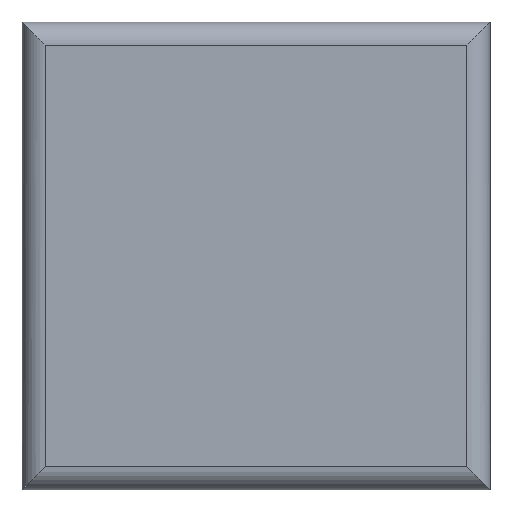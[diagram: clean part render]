
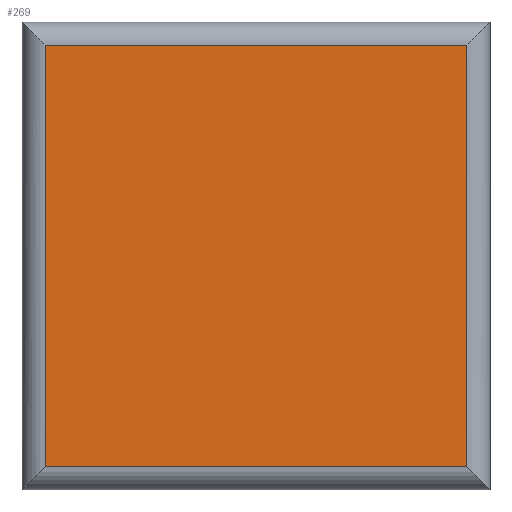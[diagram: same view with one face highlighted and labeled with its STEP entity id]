
A CAD part, left-side view. The second image highlights one B-rep face of the part: STEP entity #269.
In plain terms, the highlighted planar face has unit normal (-1, 0, 0).
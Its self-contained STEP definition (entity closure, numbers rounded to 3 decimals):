
#10 = PLANE ( 'NONE',  #700 ) ;
#28 = DIRECTION ( 'NONE',  ( 0., -1., 0. ) ) ;
#64 = DIRECTION ( 'NONE',  ( 0., 0., 1. ) ) ;
#75 = LINE ( 'NONE', #125, #172 ) ;
#88 = VERTEX_POINT ( 'NONE', #612 ) ;
#125 = CARTESIAN_POINT ( 'NONE',  ( -0.216, 0.114, 0.205 ) ) ;
#139 = DIRECTION ( 'NONE',  ( -1., 0., 0. ) ) ;
#142 = VERTEX_POINT ( 'NONE', #741 ) ;
#172 = VECTOR ( 'NONE', #517, 1000. ) ;
#174 = VECTOR ( 'NONE', #683, 1000. ) ;
#207 = ORIENTED_EDGE ( 'NONE', *, *, #450, .T. ) ;
#222 = VERTEX_POINT ( 'NONE', #271 ) ;
#264 = CARTESIAN_POINT ( 'NONE',  ( -0.216, 0.09, 0. ) ) ;
#269 = ADVANCED_FACE ( 'NONE', ( #701 ), #10, .T. ) ;
#271 = CARTESIAN_POINT ( 'NONE',  ( -0.216, -0.09, 0.025 ) ) ;
#297 = VECTOR ( 'NONE', #28, 1000. ) ;
#381 = EDGE_LOOP ( 'NONE', ( #631, #731, #207, #757 ) ) ;
#413 = CARTESIAN_POINT ( 'NONE',  ( -0.216, 0.114, 0.025 ) ) ;
#432 = CARTESIAN_POINT ( 'NONE',  ( -0.216, -0.09, 0. ) ) ;
#450 = EDGE_CURVE ( 'NONE', #142, #88, #75, .T. ) ;
#510 = LINE ( 'NONE', #264, #174 ) ;
#517 = DIRECTION ( 'NONE',  ( 0., 1., 0. ) ) ;
#524 = LINE ( 'NONE', #413, #297 ) ;
#536 = VERTEX_POINT ( 'NONE', #779 ) ;
#546 = EDGE_CURVE ( 'NONE', #536, #222, #524, .T. ) ;
#558 = VECTOR ( 'NONE', #759, 1000. ) ;
#571 = LINE ( 'NONE', #432, #558 ) ;
#612 = CARTESIAN_POINT ( 'NONE',  ( -0.216, 0.09, 0.205 ) ) ;
#631 = ORIENTED_EDGE ( 'NONE', *, *, #546, .T. ) ;
#674 = EDGE_CURVE ( 'NONE', #222, #142, #571, .T. ) ;
#683 = DIRECTION ( 'NONE',  ( 0., 0., -1. ) ) ;
#700 = AXIS2_PLACEMENT_3D ( 'NONE', #763, #139, #64 ) ;
#701 = FACE_OUTER_BOUND ( 'NONE', #381, .T. ) ;
#722 = EDGE_CURVE ( 'NONE', #88, #536, #510, .T. ) ;
#731 = ORIENTED_EDGE ( 'NONE', *, *, #674, .T. ) ;
#741 = CARTESIAN_POINT ( 'NONE',  ( -0.216, -0.09, 0.205 ) ) ;
#757 = ORIENTED_EDGE ( 'NONE', *, *, #722, .T. ) ;
#759 = DIRECTION ( 'NONE',  ( 0., 0., 1. ) ) ;
#763 = CARTESIAN_POINT ( 'NONE',  ( -0.216, 0.114, 0. ) ) ;
#779 = CARTESIAN_POINT ( 'NONE',  ( -0.216, 0.09, 0.025 ) ) ;
